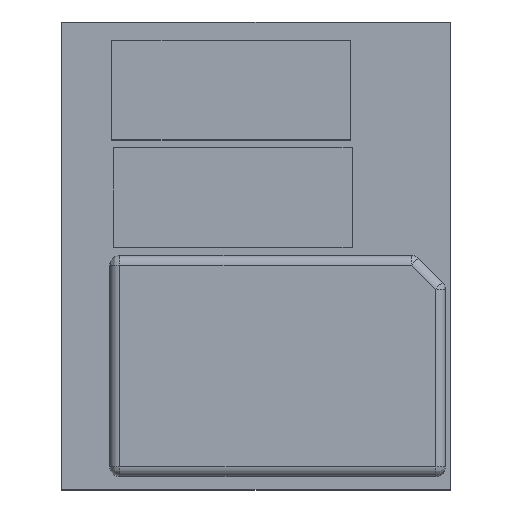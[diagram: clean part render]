
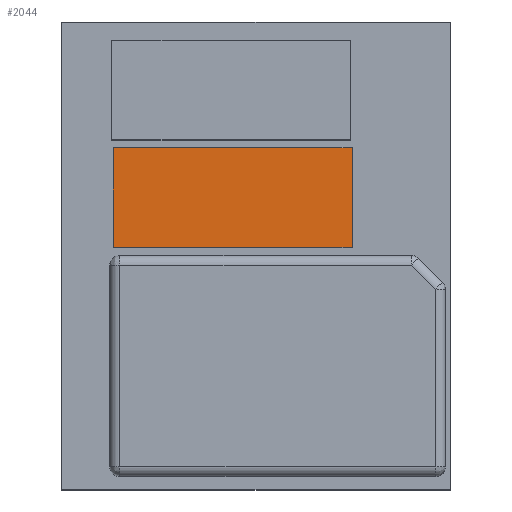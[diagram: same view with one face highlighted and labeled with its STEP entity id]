
A CAD part, top view. The second image highlights one B-rep face of the part: STEP entity #2044.
In plain terms, the highlighted planar face has unit normal (0, 0, 1).
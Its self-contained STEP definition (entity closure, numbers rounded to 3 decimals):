
#1730 = VERTEX_POINT('',#1731);
#1731 = CARTESIAN_POINT('',(12.,5.,18.8));
#1738 = PLANE('',#1739);
#1739 = AXIS2_PLACEMENT_3D('',#1740,#1741,#1742);
#1740 = CARTESIAN_POINT('',(12.,5.,0.));
#1741 = DIRECTION('',(0.,-1.,0.));
#1742 = DIRECTION('',(-1.,0.,0.));
#1750 = PLANE('',#1751);
#1751 = AXIS2_PLACEMENT_3D('',#1752,#1753,#1754);
#1752 = CARTESIAN_POINT('',(12.,-5.,0.));
#1753 = DIRECTION('',(-1.,0.,0.));
#1754 = DIRECTION('',(0.,1.,0.));
#1762 = EDGE_CURVE('',#1730,#1763,#1765,.T.);
#1763 = VERTEX_POINT('',#1764);
#1764 = CARTESIAN_POINT('',(-12.,5.,18.8));
#1765 = SURFACE_CURVE('',#1766,(#1770,#1777),.PCURVE_S1.);
#1766 = LINE('',#1767,#1768);
#1767 = CARTESIAN_POINT('',(12.,5.,18.8));
#1768 = VECTOR('',#1769,1.);
#1769 = DIRECTION('',(-1.,0.,0.));
#1770 = PCURVE('',#1738,#1771);
#1771 = DEFINITIONAL_REPRESENTATION('',(#1772),#1776);
#1772 = LINE('',#1773,#1774);
#1773 = CARTESIAN_POINT('',(0.,-18.8));
#1774 = VECTOR('',#1775,1.);
#1775 = DIRECTION('',(1.,0.));
#1776 = ( GEOMETRIC_REPRESENTATION_CONTEXT(2) 
PARAMETRIC_REPRESENTATION_CONTEXT() REPRESENTATION_CONTEXT('2D SPACE',''
  ) );
#1777 = PCURVE('',#1778,#1783);
#1778 = PLANE('',#1779);
#1779 = AXIS2_PLACEMENT_3D('',#1780,#1781,#1782);
#1780 = CARTESIAN_POINT('',(12.,5.,18.8));
#1781 = DIRECTION('',(0.,0.,-1.));
#1782 = DIRECTION('',(-1.,0.,0.));
#1783 = DEFINITIONAL_REPRESENTATION('',(#1784),#1788);
#1784 = LINE('',#1785,#1786);
#1785 = CARTESIAN_POINT('',(0.,0.));
#1786 = VECTOR('',#1787,1.);
#1787 = DIRECTION('',(1.,0.));
#1788 = ( GEOMETRIC_REPRESENTATION_CONTEXT(2) 
PARAMETRIC_REPRESENTATION_CONTEXT() REPRESENTATION_CONTEXT('2D SPACE',''
  ) );
#1806 = PLANE('',#1807);
#1807 = AXIS2_PLACEMENT_3D('',#1808,#1809,#1810);
#1808 = CARTESIAN_POINT('',(-12.,5.,0.));
#1809 = DIRECTION('',(1.,0.,0.));
#1810 = DIRECTION('',(0.,-1.,0.));
#1848 = EDGE_CURVE('',#1763,#1849,#1851,.T.);
#1849 = VERTEX_POINT('',#1850);
#1850 = CARTESIAN_POINT('',(-12.,-5.,18.8));
#1851 = SURFACE_CURVE('',#1852,(#1856,#1863),.PCURVE_S1.);
#1852 = LINE('',#1853,#1854);
#1853 = CARTESIAN_POINT('',(-12.,5.,18.8));
#1854 = VECTOR('',#1855,1.);
#1855 = DIRECTION('',(0.,-1.,0.));
#1856 = PCURVE('',#1806,#1857);
#1857 = DEFINITIONAL_REPRESENTATION('',(#1858),#1862);
#1858 = LINE('',#1859,#1860);
#1859 = CARTESIAN_POINT('',(0.,-18.8));
#1860 = VECTOR('',#1861,1.);
#1861 = DIRECTION('',(1.,0.));
#1862 = ( GEOMETRIC_REPRESENTATION_CONTEXT(2) 
PARAMETRIC_REPRESENTATION_CONTEXT() REPRESENTATION_CONTEXT('2D SPACE',''
  ) );
#1863 = PCURVE('',#1778,#1864);
#1864 = DEFINITIONAL_REPRESENTATION('',(#1865),#1869);
#1865 = LINE('',#1866,#1867);
#1866 = CARTESIAN_POINT('',(24.,0.));
#1867 = VECTOR('',#1868,1.);
#1868 = DIRECTION('',(0.,-1.));
#1869 = ( GEOMETRIC_REPRESENTATION_CONTEXT(2) 
PARAMETRIC_REPRESENTATION_CONTEXT() REPRESENTATION_CONTEXT('2D SPACE',''
  ) );
#1887 = PLANE('',#1888);
#1888 = AXIS2_PLACEMENT_3D('',#1889,#1890,#1891);
#1889 = CARTESIAN_POINT('',(-12.,-5.,0.));
#1890 = DIRECTION('',(0.,1.,0.));
#1891 = DIRECTION('',(1.,0.,0.));
#1924 = EDGE_CURVE('',#1849,#1925,#1927,.T.);
#1925 = VERTEX_POINT('',#1926);
#1926 = CARTESIAN_POINT('',(12.,-5.,18.8));
#1927 = SURFACE_CURVE('',#1928,(#1932,#1939),.PCURVE_S1.);
#1928 = LINE('',#1929,#1930);
#1929 = CARTESIAN_POINT('',(-12.,-5.,18.8));
#1930 = VECTOR('',#1931,1.);
#1931 = DIRECTION('',(1.,0.,0.));
#1932 = PCURVE('',#1887,#1933);
#1933 = DEFINITIONAL_REPRESENTATION('',(#1934),#1938);
#1934 = LINE('',#1935,#1936);
#1935 = CARTESIAN_POINT('',(0.,-18.8));
#1936 = VECTOR('',#1937,1.);
#1937 = DIRECTION('',(1.,0.));
#1938 = ( GEOMETRIC_REPRESENTATION_CONTEXT(2) 
PARAMETRIC_REPRESENTATION_CONTEXT() REPRESENTATION_CONTEXT('2D SPACE',''
  ) );
#1939 = PCURVE('',#1778,#1940);
#1940 = DEFINITIONAL_REPRESENTATION('',(#1941),#1945);
#1941 = LINE('',#1942,#1943);
#1942 = CARTESIAN_POINT('',(24.,-10.));
#1943 = VECTOR('',#1944,1.);
#1944 = DIRECTION('',(-1.,0.));
#1945 = ( GEOMETRIC_REPRESENTATION_CONTEXT(2) 
PARAMETRIC_REPRESENTATION_CONTEXT() REPRESENTATION_CONTEXT('2D SPACE',''
  ) );
#1995 = EDGE_CURVE('',#1925,#1730,#1996,.T.);
#1996 = SURFACE_CURVE('',#1997,(#2001,#2008),.PCURVE_S1.);
#1997 = LINE('',#1998,#1999);
#1998 = CARTESIAN_POINT('',(12.,-5.,18.8));
#1999 = VECTOR('',#2000,1.);
#2000 = DIRECTION('',(0.,1.,0.));
#2001 = PCURVE('',#1750,#2002);
#2002 = DEFINITIONAL_REPRESENTATION('',(#2003),#2007);
#2003 = LINE('',#2004,#2005);
#2004 = CARTESIAN_POINT('',(0.,-18.8));
#2005 = VECTOR('',#2006,1.);
#2006 = DIRECTION('',(1.,0.));
#2007 = ( GEOMETRIC_REPRESENTATION_CONTEXT(2) 
PARAMETRIC_REPRESENTATION_CONTEXT() REPRESENTATION_CONTEXT('2D SPACE',''
  ) );
#2008 = PCURVE('',#1778,#2009);
#2009 = DEFINITIONAL_REPRESENTATION('',(#2010),#2014);
#2010 = LINE('',#2011,#2012);
#2011 = CARTESIAN_POINT('',(0.,-10.));
#2012 = VECTOR('',#2013,1.);
#2013 = DIRECTION('',(0.,1.));
#2014 = ( GEOMETRIC_REPRESENTATION_CONTEXT(2) 
PARAMETRIC_REPRESENTATION_CONTEXT() REPRESENTATION_CONTEXT('2D SPACE',''
  ) );
#2044 = ADVANCED_FACE('',(#2045),#1778,.F.);
#2045 = FACE_BOUND('',#2046,.T.);
#2046 = EDGE_LOOP('',(#2047,#2048,#2049,#2050));
#2047 = ORIENTED_EDGE('',*,*,#1762,.T.);
#2048 = ORIENTED_EDGE('',*,*,#1848,.T.);
#2049 = ORIENTED_EDGE('',*,*,#1924,.T.);
#2050 = ORIENTED_EDGE('',*,*,#1995,.T.);
